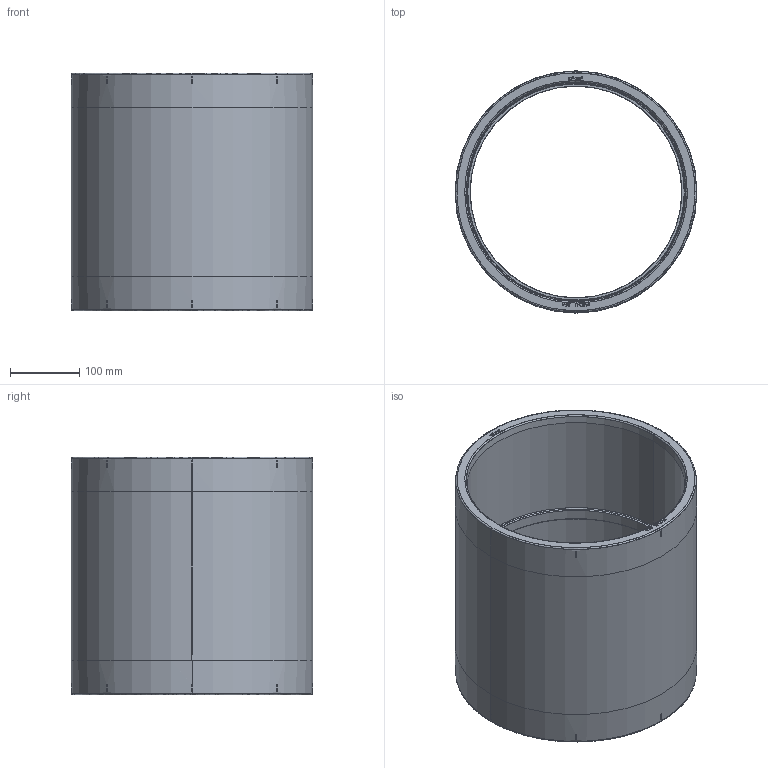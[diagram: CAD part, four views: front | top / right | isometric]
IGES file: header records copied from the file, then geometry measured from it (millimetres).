
Start section: SolidWorks IGES file using analytic representation for surfaces
Global section: file name: 01 05 1005 315.IGS; native system: SolidWorks 2014; preprocessor: SolidWorks 2014; author: utilizadort; date: 140929.110744; units: millimetre
Bounding box: 350 x 350 x 344.1 mm (x, y, z)
Surface area: 755493.7 mm2 (no closed solid volume)
Topology: 0 solids, 0 shells, 274 faces, 3337 edges, 3337 vertices
Faces by surface type: bspline 217, revolution 57
